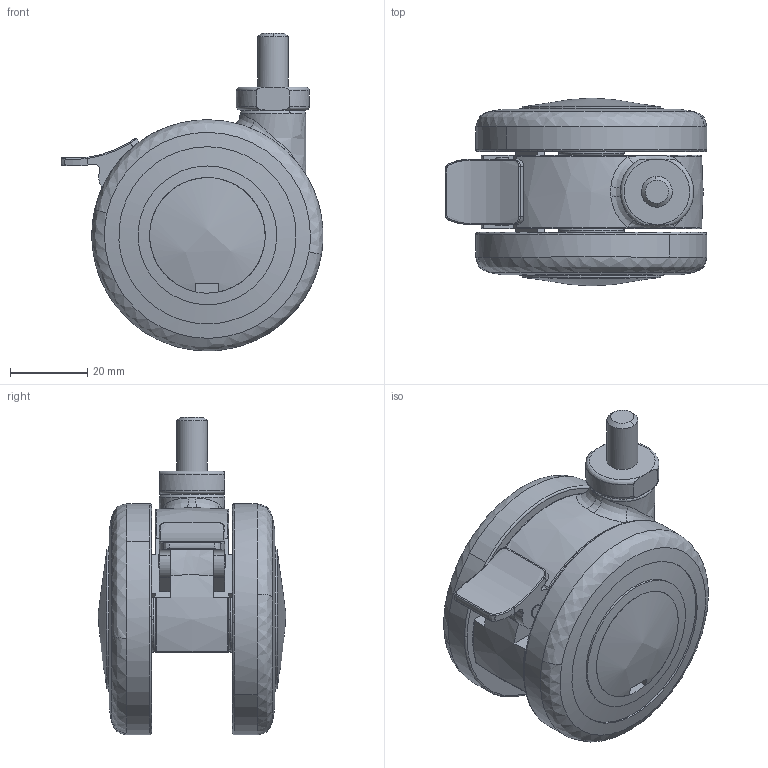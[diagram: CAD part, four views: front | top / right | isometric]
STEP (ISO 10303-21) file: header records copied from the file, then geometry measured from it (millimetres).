
FILE_DESCRIPTION((''),'2;1');
FILE_NAME('','2006-10-31T08:33:31',(''),(''),'','CADfix','');
FILE_SCHEMA(('AUTOMOTIVE_DESIGN'));
Length unit declared in the file: millimetre
Products named in the file (6): lever; wheel_mr; wheel; main shaft; body; e60JN8S_4231_36
Assembly tree (5 placements, depth 2):
  e60JN8S_4231_36
    lever
    wheel_mr
    wheel
    main shaft
    body
Bounding box: 67.99 x 48.78 x 82.5 mm (x, y, z)
Volume: 85644.1 mm3; surface area: 32564.7 mm2
Topology: 5 solids, 5 shells, 208 faces, 622 edges, 443 vertices
Faces by surface type: bspline 208
Entity records: 10149 total; most frequent: CARTESIAN_POINT 6670, ORIENTED_EDGE 1244, EDGE_CURVE 622, VERTEX_POINT 443, EDGE_LOOP 237, FACE_OUTER_BOUND 208, ADVANCED_FACE 208, QUASI_UNIFORM_CURVE 183
